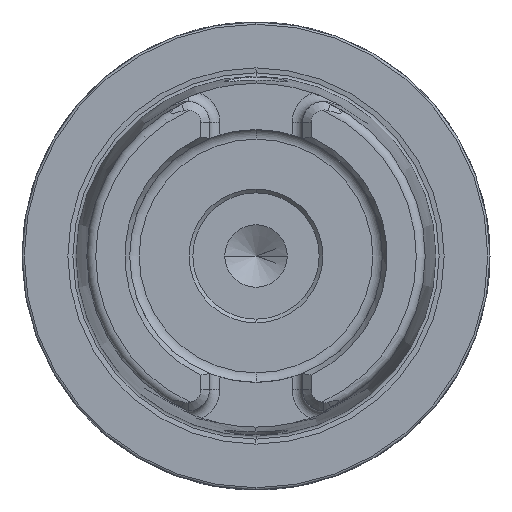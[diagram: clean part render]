
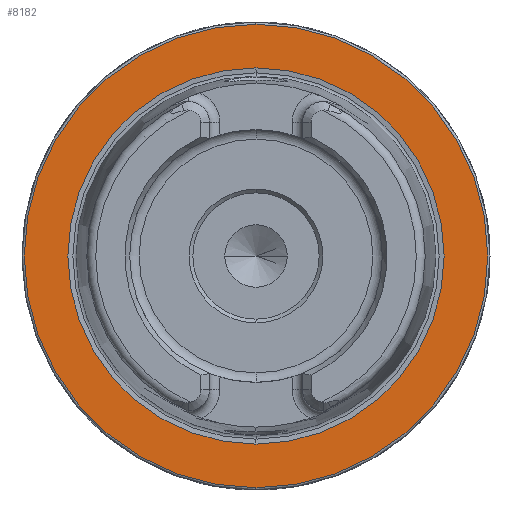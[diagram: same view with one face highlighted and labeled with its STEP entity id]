
A CAD part, left-side view. The second image highlights one B-rep face of the part: STEP entity #8182.
In plain terms, the highlighted planar face has unit normal (-1, 0, 0).
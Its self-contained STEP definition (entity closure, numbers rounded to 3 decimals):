
#1073 = CARTESIAN_POINT ( 'NONE',  ( 0., 31.2, 0. ) ) ;
#1079 = PLANE ( 'NONE',  #9054 ) ;
#1081 = DIRECTION ( 'NONE',  ( 1., 0., 0. ) ) ;
#1082 = DIRECTION ( 'NONE',  ( 0., 0., -1. ) ) ;
#1354 = FACE_BOUND ( 'NONE', #8462, .T. ) ;
#1357 = FACE_OUTER_BOUND ( 'NONE', #8461, .T. ) ;
#2708 = EDGE_CURVE ( 'NONE', #12000, #11732, #9471, .T. ) ;
#2710 = EDGE_CURVE ( 'NONE', #11838, #11839, #9472, .T. ) ;
#3428 = ORIENTED_EDGE ( 'NONE', *, *, #2710, .T. ) ;
#3429 = ORIENTED_EDGE ( 'NONE', *, *, #10381, .T. ) ;
#3430 = ORIENTED_EDGE ( 'NONE', *, *, #10384, .F. ) ;
#3431 = ORIENTED_EDGE ( 'NONE', *, *, #2708, .F. ) ;
#4909 = AXIS2_PLACEMENT_3D ( 'NONE', #6872, #6873, #6874 ) ;
#4911 = AXIS2_PLACEMENT_3D ( 'NONE', #6881, #6882, #6883 ) ;
#6872 = CARTESIAN_POINT ( 'NONE',  ( 0., 0., 0. ) ) ;
#6873 = DIRECTION ( 'NONE',  ( -1., 0., 0. ) ) ;
#6874 = DIRECTION ( 'NONE',  ( 0., 0., 1. ) ) ;
#6881 = CARTESIAN_POINT ( 'NONE',  ( 0., 0., 0. ) ) ;
#6882 = DIRECTION ( 'NONE',  ( -1., 0., 0. ) ) ;
#6883 = DIRECTION ( 'NONE',  ( 0., 0., 1. ) ) ;
#7271 = CARTESIAN_POINT ( 'NONE',  ( 0., 0., -25.324 ) ) ;
#7297 = CARTESIAN_POINT ( 'NONE',  ( 0., 0., -31.2 ) ) ;
#7298 = CARTESIAN_POINT ( 'NONE',  ( 0., 0., 31.2 ) ) ;
#7459 = CARTESIAN_POINT ( 'NONE',  ( 0., 0., 25.324 ) ) ;
#7592 = CIRCLE ( 'NONE', #4909, 31.2 ) ;
#7598 = CIRCLE ( 'NONE', #4911, 25.324 ) ;
#8182 = ADVANCED_FACE ( 'NONE', ( #1354, #1357 ), #1079, .F. ) ;
#8461 = EDGE_LOOP ( 'NONE', ( #3429, #3428 ) ) ;
#8462 = EDGE_LOOP ( 'NONE', ( #3431, #3430 ) ) ;
#8899 = AXIS2_PLACEMENT_3D ( 'NONE', #11215, #11216, #11217 ) ;
#8901 = AXIS2_PLACEMENT_3D ( 'NONE', #11223, #11224, #11225 ) ;
#9054 = AXIS2_PLACEMENT_3D ( 'NONE', #1073, #1081, #1082 ) ;
#9471 = CIRCLE ( 'NONE', #8899, 25.324 ) ;
#9472 = CIRCLE ( 'NONE', #8901, 31.2 ) ;
#10381 = EDGE_CURVE ( 'NONE', #11839, #11838, #7592, .T. ) ;
#10384 = EDGE_CURVE ( 'NONE', #11732, #12000, #7598, .T. ) ;
#11215 = CARTESIAN_POINT ( 'NONE',  ( 0., 0., 0. ) ) ;
#11216 = DIRECTION ( 'NONE',  ( -1., 0., 0. ) ) ;
#11217 = DIRECTION ( 'NONE',  ( 0., 0., 1. ) ) ;
#11223 = CARTESIAN_POINT ( 'NONE',  ( 0., 0., 0. ) ) ;
#11224 = DIRECTION ( 'NONE',  ( -1., 0., 0. ) ) ;
#11225 = DIRECTION ( 'NONE',  ( 0., 0., 1. ) ) ;
#11732 = VERTEX_POINT ( 'NONE', #7271 ) ;
#11838 = VERTEX_POINT ( 'NONE', #7297 ) ;
#11839 = VERTEX_POINT ( 'NONE', #7298 ) ;
#12000 = VERTEX_POINT ( 'NONE', #7459 ) ;
